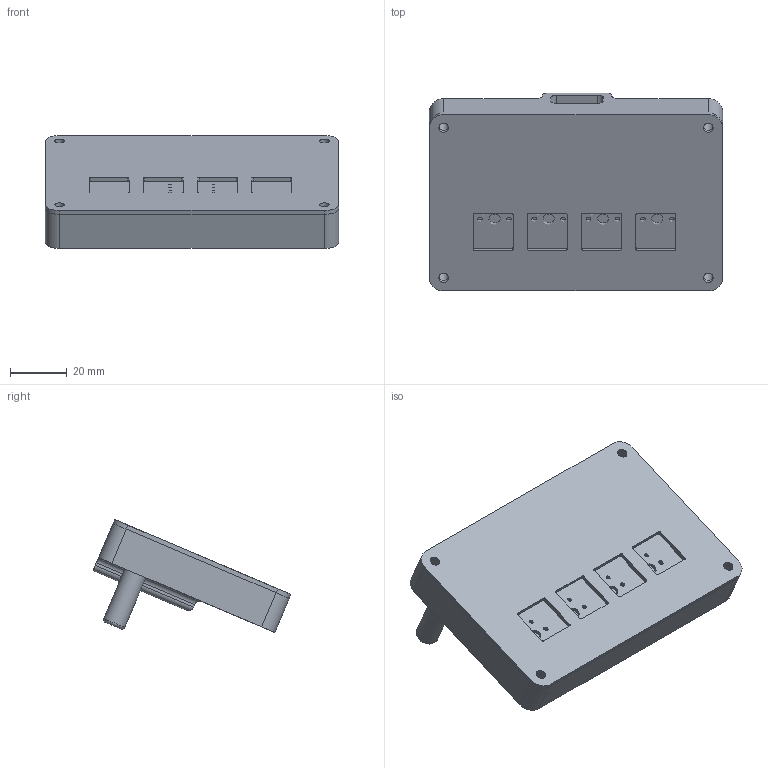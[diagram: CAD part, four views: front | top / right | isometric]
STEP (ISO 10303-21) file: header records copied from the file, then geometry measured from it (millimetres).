
FILE_DESCRIPTION(/* description */ ('STEP AP242','CAx-IF Rec.Pracs.---Representation and Presentation of Product Manufacturing Information (PMI)---4.0---2014-10-13','CAx-IF Rec.Pracs.---3D Tessellated Geometry---0.4---2014-09-14','2;1'),/* implementation_level */ '2;1');
FILE_NAME(/* name */ 'Assembly 1',/* time_stamp */ '2025-06-11T00:31:50Z',/* author */ (''),/* organization */ (''),/* preprocessor_version */ 'ST-DEVELOPER v20',/* originating_system */ 'ONSHAPE BY PTC INC, 1.199',/* authorisation */ ' ');
FILE_SCHEMA (('AP242_MANAGED_MODEL_BASED_3D_ENGINEERING_MIM_LF { 1 0 10303 442 1 1 4 }'));
Length unit declared in the file: metre
Products named in the file (90): Assembly 1; Part 1; Seeed Studio XIAO RP2040 v26 <1>; Seeed Studio XIAO RP2040 v26; main <1>; type-c v2; main; smd_button v3; SK6805-2.4x2.7 v1 <1>; VDD; VSS; DOUT; Shell; DIN; smd_button v3(Mirror)
Assembly tree (89 placements, depth 5):
  Assembly 1
    Part 1
    Part 1
    Part 1
    Seeed Studio XIAO RP2040 v26 <1>
      Seeed Studio XIAO RP2040 v26
      Seeed Studio XIAO RP2040 v26
      Seeed Studio XIAO RP2040 v26
      Seeed Studio XIAO RP2040 v26
      Seeed Studio XIAO RP2040 v26
      Seeed Studio XIAO RP2040 v26
      Seeed Studio XIAO RP2040 v26
      Seeed Studio XIAO RP2040 v26
      Seeed Studio XIAO RP2040 v26
      Seeed Studio XIAO RP2040 v26
      Seeed Studio XIAO RP2040 v26
      Seeed Studio XIAO RP2040 v26
      Seeed Studio XIAO RP2040 v26
      Seeed Studio XIAO RP2040 v26
      Seeed Studio XIAO RP2040 v26
      Seeed Studio XIAO RP2040 v26
      Seeed Studio XIAO RP2040 v26
      Seeed Studio XIAO RP2040 v26
      Seeed Studio XIAO RP2040 v26
      Seeed Studio XIAO RP2040 v26
      Seeed Studio XIAO RP2040 v26
      Seeed Studio XIAO RP2040 v26
      Seeed Studio XIAO RP2040 v26
      Seeed Studio XIAO RP2040 v26
      Seeed Studio XIAO RP2040 v26
      Seeed Studio XIAO RP2040 v26
      Seeed Studio XIAO RP2040 v26
      Seeed Studio XIAO RP2040 v26
      Seeed Studio XIAO RP2040 v26
      Seeed Studio XIAO RP2040 v26
      Seeed Studio XIAO RP2040 v26
      Seeed Studio XIAO RP2040 v26
      Seeed Studio XIAO RP2040 v26
      Seeed Studio XIAO RP2040 v26
      main <1>
        type-c v2
        main
        main
        type-c v2
        type-c v2
        type-c v2
        type-c v2
        type-c v2
        smd_button v3
        main
        type-c v2
        type-c v2
        type-c v2
        main
        type-c v2
        type-c v2
        type-c v2
        type-c v2
        main
        type-c v2
Bounding box: 103 x 69.48 x 39.6 mm (x, y, z)
Volume: 60868.7 mm3; surface area: 46930.5 mm2
Topology: 85 solids, 86 shells, 1432 faces, 3635 edges, 2384 vertices
Faces by surface type: plane 980, cylinder 303, bspline 117, torus 14, sphere 11, cone 6, other 1
Full cylindrical faces by diameter (mm): 0.4 x1, 0.5 x2, 0.8 x14, 0.872 x1, 0.899 x1, 1.5 x2, 2 x1, 3.4 x8, 6 x4, 8 x2
Entity records: 46829 total; most frequent: CARTESIAN_POINT 9263, ORIENTED_EDGE 7162, DIRECTION 6709, EDGE_CURVE 3581, LINE 2647, VECTOR 2647, VERTEX_POINT 2378, AXIS2_PLACEMENT_3D 2031
